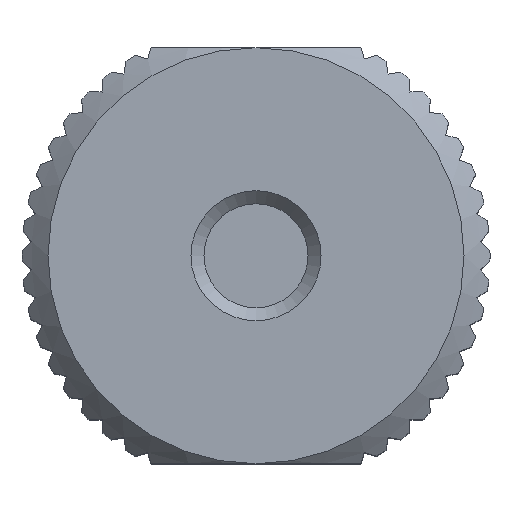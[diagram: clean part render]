
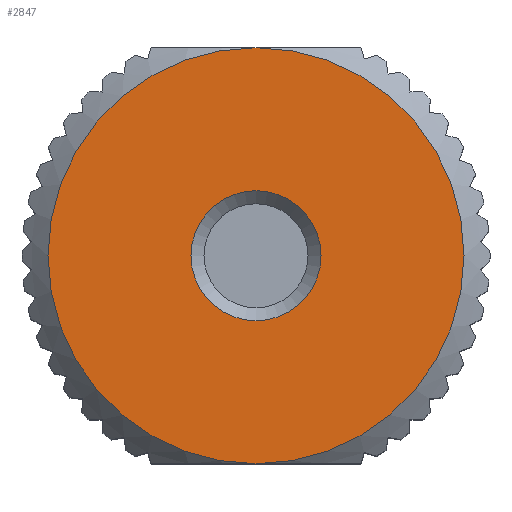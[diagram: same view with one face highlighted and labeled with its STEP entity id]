
A CAD part, top view. The second image highlights one B-rep face of the part: STEP entity #2847.
In plain terms, the highlighted planar face has unit normal (0, 0, 1).
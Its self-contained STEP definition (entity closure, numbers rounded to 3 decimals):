
#20=FACE_BOUND('',#323,.T.);
#27=PLANE('',#3073);
#162=FACE_OUTER_BOUND('',#322,.T.);
#322=EDGE_LOOP('',(#2190,#2191));
#323=EDGE_LOOP('',(#2192));
#437=CIRCLE('',#3002,8.);
#455=CIRCLE('',#3021,2.5);
#489=CIRCLE('',#3067,8.);
#1154=VERTEX_POINT('',#5844);
#1155=VERTEX_POINT('',#5845);
#1209=VERTEX_POINT('',#6068);
#1475=EDGE_CURVE('',#1154,#1155,#437,.T.);
#1532=EDGE_CURVE('',#1209,#1209,#455,.T.);
#1624=EDGE_CURVE('',#1155,#1154,#489,.T.);
#2190=ORIENTED_EDGE('',*,*,#1475,.T.);
#2191=ORIENTED_EDGE('',*,*,#1624,.T.);
#2192=ORIENTED_EDGE('',*,*,#1532,.T.);
#2847=ADVANCED_FACE('',(#162,#20),#27,.T.);
#3002=AXIS2_PLACEMENT_3D('',#5846,#3309,#3310);
#3021=AXIS2_PLACEMENT_3D('',#6070,#3348,#3349);
#3067=AXIS2_PLACEMENT_3D('',#6540,#3449,#3450);
#3073=AXIS2_PLACEMENT_3D('',#7462,#3461,#3462);
#3309=DIRECTION('center_axis',(0.,0.,1.));
#3310=DIRECTION('ref_axis',(1.,0.,0.));
#3348=DIRECTION('center_axis',(0.,0.,-1.));
#3349=DIRECTION('ref_axis',(1.,0.,0.));
#3449=DIRECTION('center_axis',(0.,0.,1.));
#3450=DIRECTION('ref_axis',(1.,0.,0.));
#3461=DIRECTION('center_axis',(0.,0.,1.));
#3462=DIRECTION('ref_axis',(1.,0.,0.));
#5844=CARTESIAN_POINT('',(0.,8.,12.));
#5845=CARTESIAN_POINT('',(0.,-8.,12.));
#5846=CARTESIAN_POINT('Origin',(0.,0.,12.));
#6068=CARTESIAN_POINT('',(-2.5,0.,12.));
#6070=CARTESIAN_POINT('Origin',(0.,0.,12.));
#6540=CARTESIAN_POINT('Origin',(0.,0.,12.));
#7462=CARTESIAN_POINT('Origin',(0.,0.,12.));
